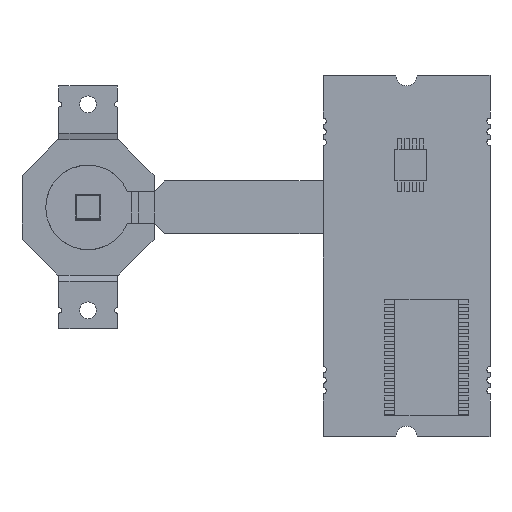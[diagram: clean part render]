
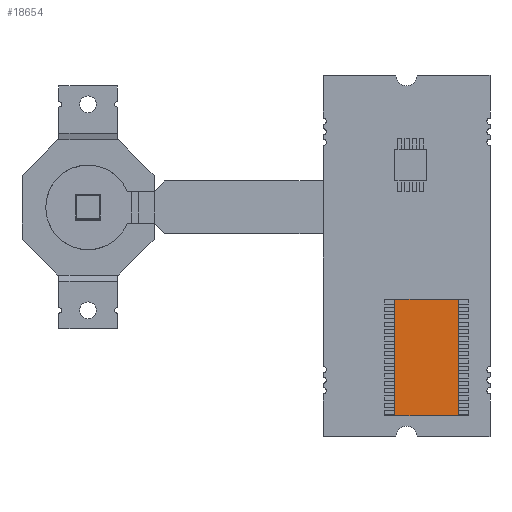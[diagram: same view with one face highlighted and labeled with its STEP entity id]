
A CAD part, top view. The second image highlights one B-rep face of the part: STEP entity #18654.
In plain terms, the highlighted planar face has unit normal (0, 0, 1).
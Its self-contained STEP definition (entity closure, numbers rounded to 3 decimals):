
#18340 = VERTEX_POINT('',#18341);
#18341 = CARTESIAN_POINT('',(0.,0.,1.));
#18348 = PLANE('',#18349);
#18349 = AXIS2_PLACEMENT_3D('',#18350,#18351,#18352);
#18350 = CARTESIAN_POINT('',(0.,0.,0.));
#18351 = DIRECTION('',(1.,0.,-0.));
#18352 = DIRECTION('',(0.,0.,1.));
#18360 = PLANE('',#18361);
#18361 = AXIS2_PLACEMENT_3D('',#18362,#18363,#18364);
#18362 = CARTESIAN_POINT('',(0.,0.,0.));
#18363 = DIRECTION('',(-0.,1.,0.));
#18364 = DIRECTION('',(0.,0.,1.));
#18401 = VERTEX_POINT('',#18402);
#18402 = CARTESIAN_POINT('',(0.,11.,1.));
#18416 = PLANE('',#18417);
#18417 = AXIS2_PLACEMENT_3D('',#18418,#18419,#18420);
#18418 = CARTESIAN_POINT('',(0.,11.,0.));
#18419 = DIRECTION('',(-0.,1.,0.));
#18420 = DIRECTION('',(0.,0.,1.));
#18428 = EDGE_CURVE('',#18340,#18401,#18429,.T.);
#18429 = SURFACE_CURVE('',#18430,(#18434,#18441),.PCURVE_S1.);
#18430 = LINE('',#18431,#18432);
#18431 = CARTESIAN_POINT('',(0.,0.,1.));
#18432 = VECTOR('',#18433,1.);
#18433 = DIRECTION('',(-0.,1.,0.));
#18434 = PCURVE('',#18348,#18435);
#18435 = DEFINITIONAL_REPRESENTATION('',(#18436),#18440);
#18436 = LINE('',#18437,#18438);
#18437 = CARTESIAN_POINT('',(1.,0.));
#18438 = VECTOR('',#18439,1.);
#18439 = DIRECTION('',(0.,-1.));
#18440 = ( GEOMETRIC_REPRESENTATION_CONTEXT(2) 
PARAMETRIC_REPRESENTATION_CONTEXT() REPRESENTATION_CONTEXT('2D SPACE',''
  ) );
#18441 = PCURVE('',#18442,#18447);
#18442 = PLANE('',#18443);
#18443 = AXIS2_PLACEMENT_3D('',#18444,#18445,#18446);
#18444 = CARTESIAN_POINT('',(0.,0.,1.));
#18445 = DIRECTION('',(0.,0.,1.));
#18446 = DIRECTION('',(1.,0.,-0.));
#18447 = DEFINITIONAL_REPRESENTATION('',(#18448),#18452);
#18448 = LINE('',#18449,#18450);
#18449 = CARTESIAN_POINT('',(0.,0.));
#18450 = VECTOR('',#18451,1.);
#18451 = DIRECTION('',(0.,1.));
#18452 = ( GEOMETRIC_REPRESENTATION_CONTEXT(2) 
PARAMETRIC_REPRESENTATION_CONTEXT() REPRESENTATION_CONTEXT('2D SPACE',''
  ) );
#18460 = VERTEX_POINT('',#18461);
#18461 = CARTESIAN_POINT('',(6.,0.,1.));
#18468 = PLANE('',#18469);
#18469 = AXIS2_PLACEMENT_3D('',#18470,#18471,#18472);
#18470 = CARTESIAN_POINT('',(6.,0.,0.));
#18471 = DIRECTION('',(1.,0.,-0.));
#18472 = DIRECTION('',(0.,0.,1.));
#18511 = VERTEX_POINT('',#18512);
#18512 = CARTESIAN_POINT('',(6.,11.,1.));
#18533 = EDGE_CURVE('',#18460,#18511,#18534,.T.);
#18534 = SURFACE_CURVE('',#18535,(#18539,#18546),.PCURVE_S1.);
#18535 = LINE('',#18536,#18537);
#18536 = CARTESIAN_POINT('',(6.,0.,1.));
#18537 = VECTOR('',#18538,1.);
#18538 = DIRECTION('',(-0.,1.,0.));
#18539 = PCURVE('',#18468,#18540);
#18540 = DEFINITIONAL_REPRESENTATION('',(#18541),#18545);
#18541 = LINE('',#18542,#18543);
#18542 = CARTESIAN_POINT('',(1.,0.));
#18543 = VECTOR('',#18544,1.);
#18544 = DIRECTION('',(0.,-1.));
#18545 = ( GEOMETRIC_REPRESENTATION_CONTEXT(2) 
PARAMETRIC_REPRESENTATION_CONTEXT() REPRESENTATION_CONTEXT('2D SPACE',''
  ) );
#18546 = PCURVE('',#18442,#18547);
#18547 = DEFINITIONAL_REPRESENTATION('',(#18548),#18552);
#18548 = LINE('',#18549,#18550);
#18549 = CARTESIAN_POINT('',(6.,0.));
#18550 = VECTOR('',#18551,1.);
#18551 = DIRECTION('',(0.,1.));
#18552 = ( GEOMETRIC_REPRESENTATION_CONTEXT(2) 
PARAMETRIC_REPRESENTATION_CONTEXT() REPRESENTATION_CONTEXT('2D SPACE',''
  ) );
#18579 = EDGE_CURVE('',#18340,#18460,#18580,.T.);
#18580 = SURFACE_CURVE('',#18581,(#18585,#18592),.PCURVE_S1.);
#18581 = LINE('',#18582,#18583);
#18582 = CARTESIAN_POINT('',(0.,0.,1.));
#18583 = VECTOR('',#18584,1.);
#18584 = DIRECTION('',(1.,0.,-0.));
#18585 = PCURVE('',#18360,#18586);
#18586 = DEFINITIONAL_REPRESENTATION('',(#18587),#18591);
#18587 = LINE('',#18588,#18589);
#18588 = CARTESIAN_POINT('',(1.,0.));
#18589 = VECTOR('',#18590,1.);
#18590 = DIRECTION('',(0.,1.));
#18591 = ( GEOMETRIC_REPRESENTATION_CONTEXT(2) 
PARAMETRIC_REPRESENTATION_CONTEXT() REPRESENTATION_CONTEXT('2D SPACE',''
  ) );
#18592 = PCURVE('',#18442,#18593);
#18593 = DEFINITIONAL_REPRESENTATION('',(#18594),#18598);
#18594 = LINE('',#18595,#18596);
#18595 = CARTESIAN_POINT('',(0.,0.));
#18596 = VECTOR('',#18597,1.);
#18597 = DIRECTION('',(1.,0.));
#18598 = ( GEOMETRIC_REPRESENTATION_CONTEXT(2) 
PARAMETRIC_REPRESENTATION_CONTEXT() REPRESENTATION_CONTEXT('2D SPACE',''
  ) );
#18626 = EDGE_CURVE('',#18401,#18511,#18627,.T.);
#18627 = SURFACE_CURVE('',#18628,(#18632,#18639),.PCURVE_S1.);
#18628 = LINE('',#18629,#18630);
#18629 = CARTESIAN_POINT('',(0.,11.,1.));
#18630 = VECTOR('',#18631,1.);
#18631 = DIRECTION('',(1.,0.,-0.));
#18632 = PCURVE('',#18416,#18633);
#18633 = DEFINITIONAL_REPRESENTATION('',(#18634),#18638);
#18634 = LINE('',#18635,#18636);
#18635 = CARTESIAN_POINT('',(1.,0.));
#18636 = VECTOR('',#18637,1.);
#18637 = DIRECTION('',(0.,1.));
#18638 = ( GEOMETRIC_REPRESENTATION_CONTEXT(2) 
PARAMETRIC_REPRESENTATION_CONTEXT() REPRESENTATION_CONTEXT('2D SPACE',''
  ) );
#18639 = PCURVE('',#18442,#18640);
#18640 = DEFINITIONAL_REPRESENTATION('',(#18641),#18645);
#18641 = LINE('',#18642,#18643);
#18642 = CARTESIAN_POINT('',(0.,11.));
#18643 = VECTOR('',#18644,1.);
#18644 = DIRECTION('',(1.,0.));
#18645 = ( GEOMETRIC_REPRESENTATION_CONTEXT(2) 
PARAMETRIC_REPRESENTATION_CONTEXT() REPRESENTATION_CONTEXT('2D SPACE',''
  ) );
#18654 = ADVANCED_FACE('',(#18655),#18442,.T.);
#18655 = FACE_BOUND('',#18656,.T.);
#18656 = EDGE_LOOP('',(#18657,#18658,#18659,#18660));
#18657 = ORIENTED_EDGE('',*,*,#18428,.F.);
#18658 = ORIENTED_EDGE('',*,*,#18579,.T.);
#18659 = ORIENTED_EDGE('',*,*,#18533,.T.);
#18660 = ORIENTED_EDGE('',*,*,#18626,.F.);
